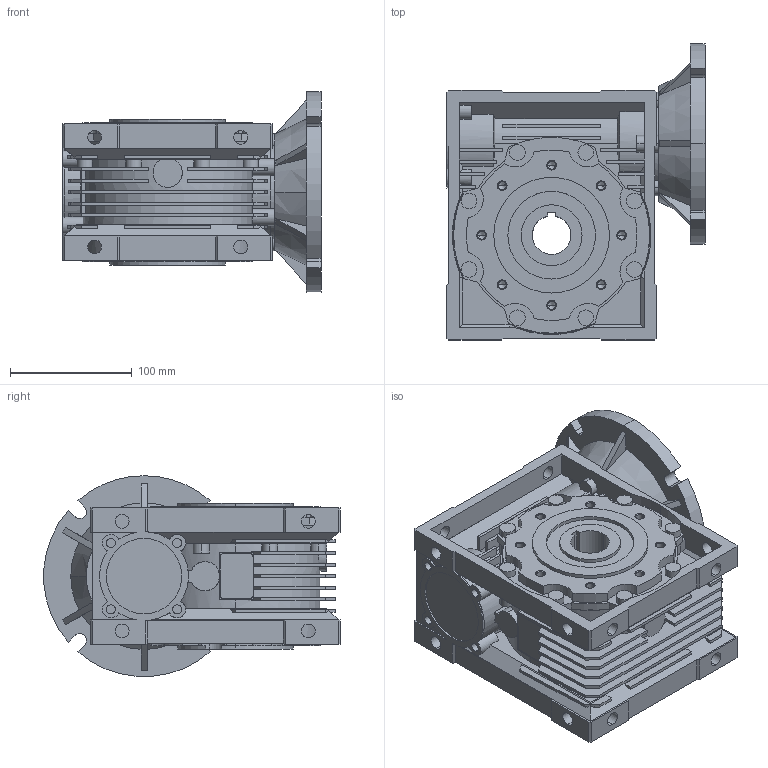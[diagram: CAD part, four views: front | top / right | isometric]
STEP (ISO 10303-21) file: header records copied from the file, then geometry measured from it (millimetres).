
FILE_DESCRIPTION (( 'STEP AP203' ), '1' );
FILE_NAME ('WGA-75M-020-H1.step', '2023-03-08T19:54:58', ( '' ), ( '' ), 'SwSTEP 2.0', 'SolidWorks 2021', '' );
FILE_SCHEMA (( 'CONFIG_CONTROL_DESIGN' ));
Length unit declared in the file: inch
Products named in the file (1): WGA-75M-020-H1
Bounding box: 212 x 243.24 x 164.74 mm (x, y, z)
Volume: 2962452.2 mm3; surface area: 502960.9 mm2
Topology: 4 solids, 4 shells, 1179 faces, 3296 edges, 2147 vertices
Faces by surface type: plane 675, cylinder 386, cone 114, torus 4
Entity records: 38610 total; most frequent: CARTESIAN_POINT 7782, ORIENTED_EDGE 6528, DIRECTION 6418, EDGE_CURVE 3264, AXIS2_PLACEMENT_3D 2176, VERTEX_POINT 2147, VECTOR 2066, LINE 2066
